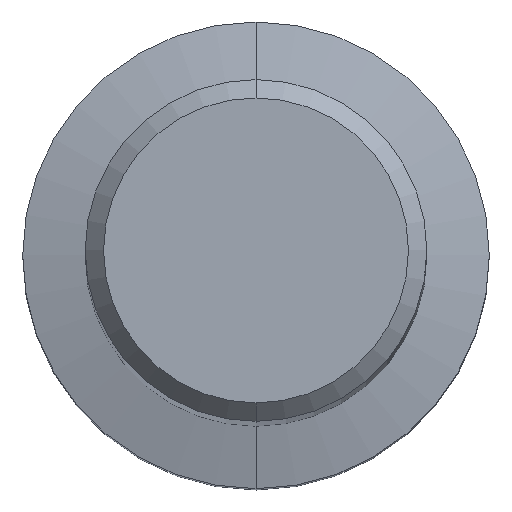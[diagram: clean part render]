
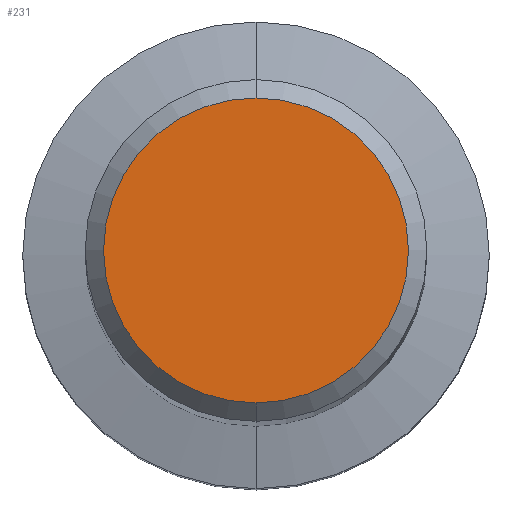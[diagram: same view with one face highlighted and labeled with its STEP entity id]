
A CAD part, top view. The second image highlights one B-rep face of the part: STEP entity #231.
In plain terms, the highlighted planar face has unit normal (0, 0, 1).
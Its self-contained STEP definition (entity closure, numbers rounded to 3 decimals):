
#157=VERTEX_POINT('',#359);
#165=EDGE_CURVE('',#285,#157,#368,.T.);
#189=EDGE_CURVE('',#157,#285,#394,.T.);
#231=ADVANCED_FACE('',(#441),#442,.T.);
#285=VERTEX_POINT('',#505);
#359=CARTESIAN_POINT('',(0.,-4.15,0.0));
#368=CIRCLE('',#603,4.15);
#394=CIRCLE('',#637,4.15);
#441=FACE_OUTER_BOUND('',#692,.T.);
#442=PLANE('',#693);
#505=CARTESIAN_POINT('',(0.0,4.15,0.0));
#603=AXIS2_PLACEMENT_3D('',#858,#859,#860);
#637=AXIS2_PLACEMENT_3D('',#893,#894,#895);
#692=EDGE_LOOP('',(#946,#947));
#693=AXIS2_PLACEMENT_3D('',#948,#949,#950);
#858=CARTESIAN_POINT('',(0.0,0.0,0.0));
#859=DIRECTION('',(0.0,0.0,-1.0));
#860=DIRECTION('',(0.0,1.0,0.0));
#893=CARTESIAN_POINT('',(0.0,0.0,0.0));
#894=DIRECTION('',(0.0,0.0,-1.0));
#895=DIRECTION('',(0.0,1.0,0.0));
#946=ORIENTED_EDGE('',*,*,#165,.F.);
#947=ORIENTED_EDGE('',*,*,#189,.F.);
#948=CARTESIAN_POINT('',(0.0,2.075,0.0));
#949=DIRECTION('',(-0.0,0.0,1.0));
#950=DIRECTION('',(0.0,-1.0,0.0));
